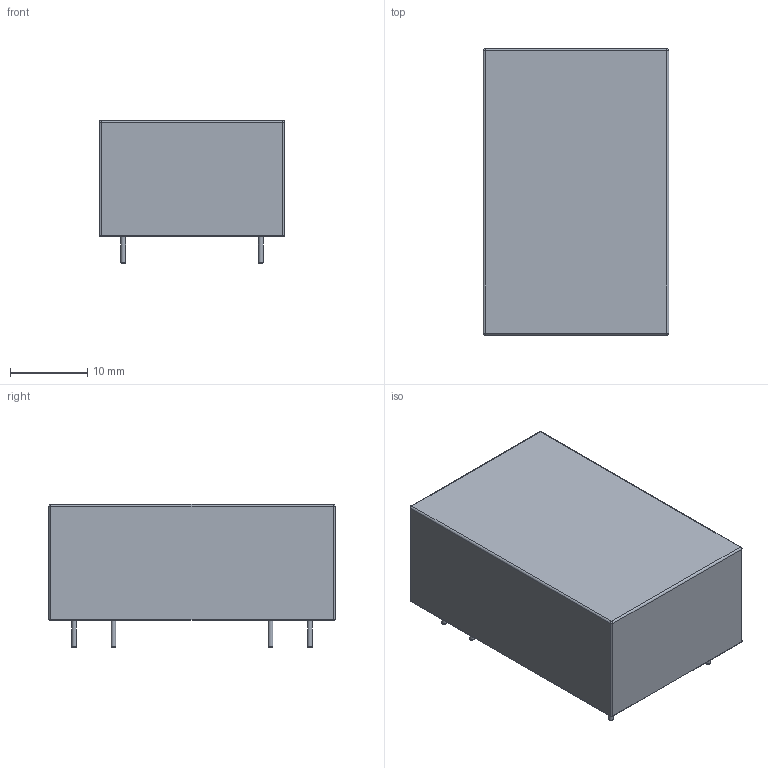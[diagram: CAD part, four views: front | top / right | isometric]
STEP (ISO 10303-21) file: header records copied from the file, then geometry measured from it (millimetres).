
FILE_DESCRIPTION(/* description */ ('model of Converter_ACDC_MeanWell_IRM-03-xx_THT'),/* implementation_level */ '2;1');
FILE_NAME(/* name */ 'Converter_ACDC_MeanWell_IRM-03-xx_THT.step',/* time_stamp */ '2023-01-09T00:07:24',/* author */ ('KiCAD','kicad'),/* organization */ ('OCCT'),/* preprocessor_version */ '',/* originating_system */ 'KiCAD',/* authorisation */ '');
FILE_SCHEMA(('AUTOMOTIVE_DESIGN { 1 0 10303 214 1 1 1 1 }'));
Length unit declared in the file: millimetre
Products named in the file (9): CQ assembly; d48ecc74-8fa0-11ed-8b71-e71842337956; d48ecc74-8fa0-11ed-8b71-e71842337956_part; d48ecc75-8fa0-11ed-8b71-e71842337956; d48ecc75-8fa0-11ed-8b71-e71842337956_part; d48ecc76-8fa0-11ed-8b71-e71842337956; d48ecc76-8fa0-11ed-8b71-e71842337956_part; d48ecc77-8fa0-11ed-8b71-e71842337956; d48ecc77-8fa0-11ed-8b71-e71842337956_part
Assembly tree (8 placements, depth 4):
  CQ assembly
    d48ecc74-8fa0-11ed-8b71-e71842337956
      d48ecc74-8fa0-11ed-8b71-e71842337956_part
      d48ecc75-8fa0-11ed-8b71-e71842337956
        d48ecc75-8fa0-11ed-8b71-e71842337956_part
      d48ecc76-8fa0-11ed-8b71-e71842337956
        d48ecc76-8fa0-11ed-8b71-e71842337956_part
      d48ecc77-8fa0-11ed-8b71-e71842337956
        d48ecc77-8fa0-11ed-8b71-e71842337956_part
Bounding box: 24 x 37 x 18.5 mm (x, y, z)
Volume: 13322.2 mm3; surface area: 3616.2 mm2
Topology: 7 solids, 7 shells, 52 faces, 93 edges, 51 vertices
Faces by surface type: plane 22, cylinder 17, torus 9, sphere 4
Full cylindrical faces by diameter (mm): 0.6 x5
Entity records: 1417 total; most frequent: DIRECTION 259, CARTESIAN_POINT 201, ORIENTED_EDGE 178, AXIS2_PLACEMENT_3D 109, EDGE_CURVE 89, ADVANCED_FACE 52, FACE_BOUND 52, EDGE_LOOP 52
